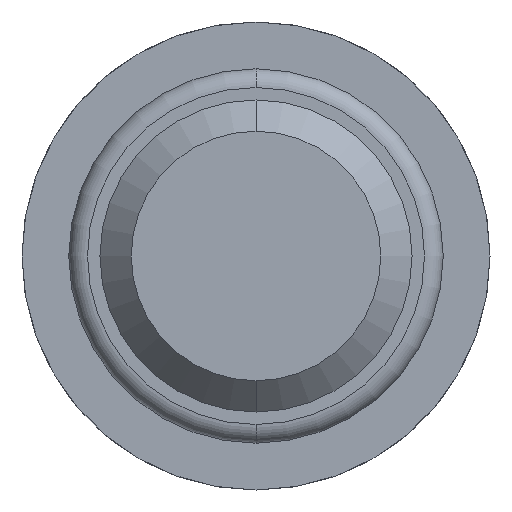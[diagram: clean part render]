
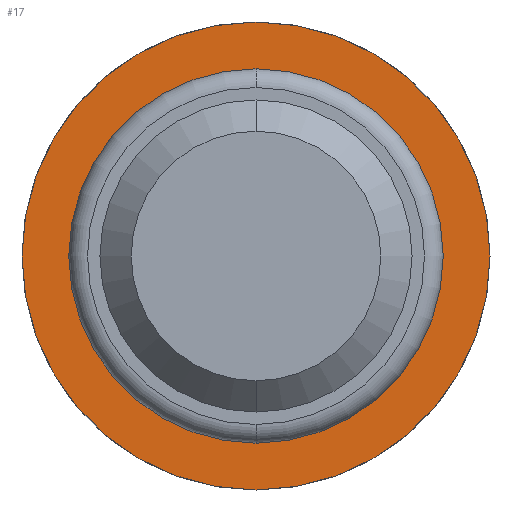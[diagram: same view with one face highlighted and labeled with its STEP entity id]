
A CAD part, front view. The second image highlights one B-rep face of the part: STEP entity #17.
In plain terms, the highlighted planar face has unit normal (0, -1, 0).
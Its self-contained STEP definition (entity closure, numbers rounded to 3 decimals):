
#17 = ADVANCED_FACE ( 'Defeature ausgef�hrt3_5', ( #2761, #3118 ), #4845, .T. ) ;
#72 = EDGE_CURVE ( 'Defeature ausgef�hrt3_5+Defeature ausgef�hrt3_6+Defeature ausgef�hrt3_6+Defeature ausgef�hrt3_6', #2558, #3527, #3002, .T. ) ;
#90 = DIRECTION ( 'NONE',  ( 0., -1., 0. ) ) ;
#491 = DIRECTION ( 'NONE',  ( 0., 0., -1. ) ) ;
#509 = AXIS2_PLACEMENT_3D ( 'NONE', #1237, #2755, #491 ) ;
#707 = DIRECTION ( 'NONE',  ( 0., -1., 0. ) ) ;
#760 = AXIS2_PLACEMENT_3D ( 'NONE', #2222, #1462, #4518 ) ;
#782 = EDGE_CURVE ( 'Defeature ausgef�hrt3_4+Defeature ausgef�hrt3_5+Defeature ausgef�hrt3_5+Defeature ausgef�hrt3_5', #960, #3488, #2997, .T. ) ;
#960 = VERTEX_POINT ( 'NONE', #4479 ) ;
#1237 = CARTESIAN_POINT ( 'NONE',  ( 1.5, 20., 0. ) ) ;
#1375 = EDGE_LOOP ( 'NONE', ( #4646, #1761 ) ) ;
#1438 = CARTESIAN_POINT ( 'NONE',  ( 0., 20., 0. ) ) ;
#1462 = DIRECTION ( 'NONE',  ( 0., -1., 0. ) ) ;
#1477 = AXIS2_PLACEMENT_3D ( 'NONE', #4262, #1570, #1908 ) ;
#1555 = CIRCLE ( 'NONE', #1634, 1.5 ) ;
#1570 = DIRECTION ( 'NONE',  ( 0., -1., 0. ) ) ;
#1634 = AXIS2_PLACEMENT_3D ( 'NONE', #1438, #707, #4448 ) ;
#1761 = ORIENTED_EDGE ( 'NONE', *, *, #72, .T. ) ;
#1816 = CARTESIAN_POINT ( 'NONE',  ( 0., 20., -1.5 ) ) ;
#1908 = DIRECTION ( 'NONE',  ( 0., 0., -1. ) ) ;
#2010 = EDGE_CURVE ( 'Defeature ausgef�hrt3_4+Defeature ausgef�hrt3_5+Defeature ausgef�hrt3_5+Defeature ausgef�hrt3_5', #3488, #960, #1555, .T. ) ;
#2133 = CIRCLE ( 'NONE', #2550, 1.875 ) ;
#2222 = CARTESIAN_POINT ( 'NONE',  ( 0., 20., 0. ) ) ;
#2385 = CARTESIAN_POINT ( 'NONE',  ( 0., 20., 0. ) ) ;
#2550 = AXIS2_PLACEMENT_3D ( 'NONE', #2385, #90, #3161 ) ;
#2558 = VERTEX_POINT ( 'NONE', #4035 ) ;
#2755 = DIRECTION ( 'NONE',  ( 0., -1., 0. ) ) ;
#2761 = FACE_OUTER_BOUND ( 'NONE', #1375, .T. ) ;
#2977 = CARTESIAN_POINT ( 'NONE',  ( 0., 20., -1.875 ) ) ;
#2997 = CIRCLE ( 'NONE', #1477, 1.5 ) ;
#3002 = CIRCLE ( 'NONE', #760, 1.875 ) ;
#3118 = FACE_BOUND ( 'NONE', #4567, .T. ) ;
#3161 = DIRECTION ( 'NONE',  ( 0., 0., -1. ) ) ;
#3488 = VERTEX_POINT ( 'NONE', #1816 ) ;
#3527 = VERTEX_POINT ( 'NONE', #2977 ) ;
#3660 = ORIENTED_EDGE ( 'NONE', *, *, #782, .F. ) ;
#3912 = ORIENTED_EDGE ( 'NONE', *, *, #2010, .F. ) ;
#4035 = CARTESIAN_POINT ( 'NONE',  ( 0., 20., 1.875 ) ) ;
#4262 = CARTESIAN_POINT ( 'NONE',  ( 0., 20., 0. ) ) ;
#4448 = DIRECTION ( 'NONE',  ( 0., 0., -1. ) ) ;
#4479 = CARTESIAN_POINT ( 'NONE',  ( 0., 20., 1.5 ) ) ;
#4518 = DIRECTION ( 'NONE',  ( 0., 0., -1. ) ) ;
#4524 = EDGE_CURVE ( 'Defeature ausgef�hrt3_5+Defeature ausgef�hrt3_6+Defeature ausgef�hrt3_6+Defeature ausgef�hrt3_6', #3527, #2558, #2133, .T. ) ;
#4567 = EDGE_LOOP ( 'NONE', ( #3912, #3660 ) ) ;
#4646 = ORIENTED_EDGE ( 'NONE', *, *, #4524, .T. ) ;
#4845 = PLANE ( 'NONE',  #509 ) ;
